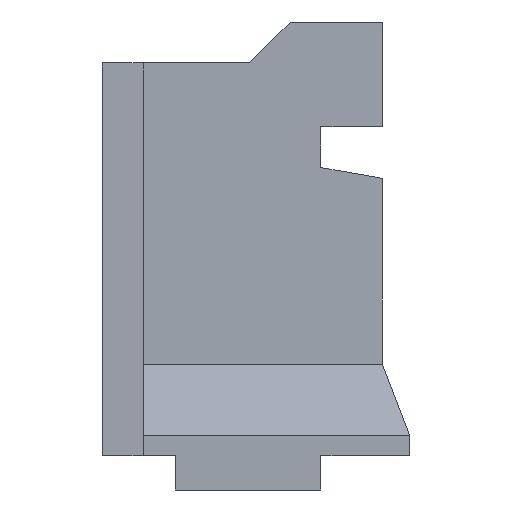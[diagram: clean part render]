
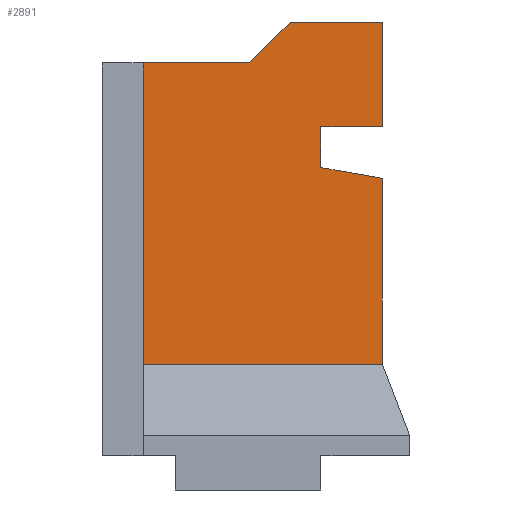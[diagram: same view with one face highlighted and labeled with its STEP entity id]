
A CAD part, left-side view. The second image highlights one B-rep face of the part: STEP entity #2891.
In plain terms, the highlighted planar face has unit normal (-1, 0, 0).
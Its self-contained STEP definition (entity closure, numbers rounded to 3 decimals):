
#26 = CARTESIAN_POINT ( 'NONE',  ( -11.55, 0.975, -1.586 ) ) ;
#27 = CARTESIAN_POINT ( 'NONE',  ( -11.55, 0.975, 1.136 ) ) ;
#28 = DIRECTION ( 'NONE',  ( 0., 0., -1. ) ) ;
#29 = VECTOR ( 'NONE', #28, 1000. ) ;
#37 = VECTOR ( 'NONE', #713, 1000. ) ;
#229 = CARTESIAN_POINT ( 'NONE',  ( -11.55, 0.975, -0.138 ) ) ;
#230 = LINE ( 'NONE', #229, #29 ) ;
#341 = CARTESIAN_POINT ( 'NONE',  ( -11.55, 0.975, 1.136 ) ) ;
#342 = LINE ( 'NONE', #341, #37 ) ;
#344 = CARTESIAN_POINT ( 'NONE',  ( -11.55, 1.875, 1.295 ) ) ;
#467 = CARTESIAN_POINT ( 'NONE',  ( -11.55, 2.925, 2.825 ) ) ;
#468 = DIRECTION ( 'NONE',  ( 0., -1., 0. ) ) ;
#469 = VECTOR ( 'NONE', #468, 1000. ) ;
#470 = CARTESIAN_POINT ( 'NONE',  ( -11.55, 2.925, 2.825 ) ) ;
#471 = LINE ( 'NONE', #470, #469 ) ;
#472 = CARTESIAN_POINT ( 'NONE',  ( -11.55, 4.475, 2.825 ) ) ;
#490 = DIRECTION ( 'NONE',  ( 0., 1., 0. ) ) ;
#491 = VECTOR ( 'NONE', #490, 1000. ) ;
#492 = CARTESIAN_POINT ( 'NONE',  ( -11.55, 1.875, 1.895 ) ) ;
#493 = LINE ( 'NONE', #492, #491 ) ;
#494 = CARTESIAN_POINT ( 'NONE',  ( -11.55, 0.975, 1.895 ) ) ;
#713 = DIRECTION ( 'NONE',  ( 0., -0.985, -0.174 ) ) ;
#714 = CARTESIAN_POINT ( 'NONE',  ( -11.55, 1.875, 1.895 ) ) ;
#721 = DIRECTION ( 'NONE',  ( 0., 0., -1. ) ) ;
#722 = VECTOR ( 'NONE', #721, 1000. ) ;
#723 = CARTESIAN_POINT ( 'NONE',  ( -11.55, 1.875, 1.295 ) ) ;
#724 = LINE ( 'NONE', #723, #722 ) ;
#773 = DIRECTION ( 'NONE',  ( 0., -0.707, 0.707 ) ) ;
#774 = VECTOR ( 'NONE', #773, 1000. ) ;
#775 = CARTESIAN_POINT ( 'NONE',  ( -11.55, 2.325, 3.425 ) ) ;
#776 = LINE ( 'NONE', #775, #774 ) ;
#783 = DIRECTION ( 'NONE',  ( 0., -1., 0. ) ) ;
#784 = VECTOR ( 'NONE', #783, 1000. ) ;
#785 = CARTESIAN_POINT ( 'NONE',  ( -11.55, 5.075, -1.586 ) ) ;
#786 = LINE ( 'NONE', #785, #784 ) ;
#787 = CARTESIAN_POINT ( 'NONE',  ( -11.55, 4.475, -1.586 ) ) ;
#788 = DIRECTION ( 'NONE',  ( 0., 0., 1. ) ) ;
#789 = VECTOR ( 'NONE', #788, 1000. ) ;
#790 = CARTESIAN_POINT ( 'NONE',  ( -11.55, 4.475, -1.586 ) ) ;
#791 = LINE ( 'NONE', #790, #789 ) ;
#792 = DIRECTION ( 'NONE',  ( 0., 0., -1. ) ) ;
#793 = DIRECTION ( 'NONE',  ( 1., 0., 0. ) ) ;
#794 = CARTESIAN_POINT ( 'NONE',  ( -11.55, 5.075, -1.586 ) ) ;
#795 = AXIS2_PLACEMENT_3D ( 'NONE', #794, #793, #792 ) ;
#796 = PLANE ( 'NONE',  #795 ) ;
#797 = FACE_OUTER_BOUND ( 'NONE', #2892, .T. ) ;
#811 = VECTOR ( 'NONE', #838, 1000. ) ;
#812 = CARTESIAN_POINT ( 'NONE',  ( -11.55, 5.075, 3.425 ) ) ;
#813 = LINE ( 'NONE', #812, #811 ) ;
#827 = CARTESIAN_POINT ( 'NONE',  ( -11.55, 0.975, 3.425 ) ) ;
#832 = CARTESIAN_POINT ( 'NONE',  ( -11.55, 2.325, 3.425 ) ) ;
#838 = DIRECTION ( 'NONE',  ( 0., -1., 0. ) ) ;
#855 = DIRECTION ( 'NONE',  ( 0., 0., -1. ) ) ;
#856 = VECTOR ( 'NONE', #855, 1000. ) ;
#857 = CARTESIAN_POINT ( 'NONE',  ( -11.55, 0.975, 1.895 ) ) ;
#858 = LINE ( 'NONE', #857, #856 ) ;
#2517 = EDGE_CURVE ( 'NONE', #2518, #2519, #230, .T. ) ;
#2518 = VERTEX_POINT ( 'NONE', #27 ) ;
#2519 = VERTEX_POINT ( 'NONE', #26 ) ;
#2670 = VERTEX_POINT ( 'NONE', #472 ) ;
#2672 = EDGE_CURVE ( 'NONE', #2670, #2673, #471, .T. ) ;
#2673 = VERTEX_POINT ( 'NONE', #467 ) ;
#2696 = VERTEX_POINT ( 'NONE', #344 ) ;
#2698 = EDGE_CURVE ( 'NONE', #2696, #2518, #342, .T. ) ;
#2707 = VERTEX_POINT ( 'NONE', #714 ) ;
#2710 = EDGE_CURVE ( 'NONE', #2707, #2696, #724, .T. ) ;
#2718 = VERTEX_POINT ( 'NONE', #494 ) ;
#2720 = EDGE_CURVE ( 'NONE', #2718, #2707, #493, .T. ) ;
#2891 = ADVANCED_FACE ( 'NONE', ( #797 ), #796, .F. ) ;
#2892 = EDGE_LOOP ( 'NONE', ( #2893, #2894, #2897, #2899, #2900, #2901, #2902, #2903, #2962, #2963 ) ) ;
#2893 = ORIENTED_EDGE ( 'NONE', *, *, #2672, .F. ) ;
#2894 = ORIENTED_EDGE ( 'NONE', *, *, #2895, .F. ) ;
#2895 = EDGE_CURVE ( 'NONE', #2896, #2670, #791, .T. ) ;
#2896 = VERTEX_POINT ( 'NONE', #787 ) ;
#2897 = ORIENTED_EDGE ( 'NONE', *, *, #2898, .T. ) ;
#2898 = EDGE_CURVE ( 'NONE', #2896, #2519, #786, .T. ) ;
#2899 = ORIENTED_EDGE ( 'NONE', *, *, #2517, .F. ) ;
#2900 = ORIENTED_EDGE ( 'NONE', *, *, #2698, .F. ) ;
#2901 = ORIENTED_EDGE ( 'NONE', *, *, #2710, .F. ) ;
#2902 = ORIENTED_EDGE ( 'NONE', *, *, #2720, .F. ) ;
#2903 = ORIENTED_EDGE ( 'NONE', *, *, #3006, .F. ) ;
#2909 = EDGE_CURVE ( 'NONE', #2673, #2931, #776, .T. ) ;
#2928 = EDGE_CURVE ( 'NONE', #2931, #2934, #813, .T. ) ;
#2931 = VERTEX_POINT ( 'NONE', #832 ) ;
#2934 = VERTEX_POINT ( 'NONE', #827 ) ;
#2962 = ORIENTED_EDGE ( 'NONE', *, *, #2928, .F. ) ;
#2963 = ORIENTED_EDGE ( 'NONE', *, *, #2909, .F. ) ;
#3006 = EDGE_CURVE ( 'NONE', #2934, #2718, #858, .T. ) ;
